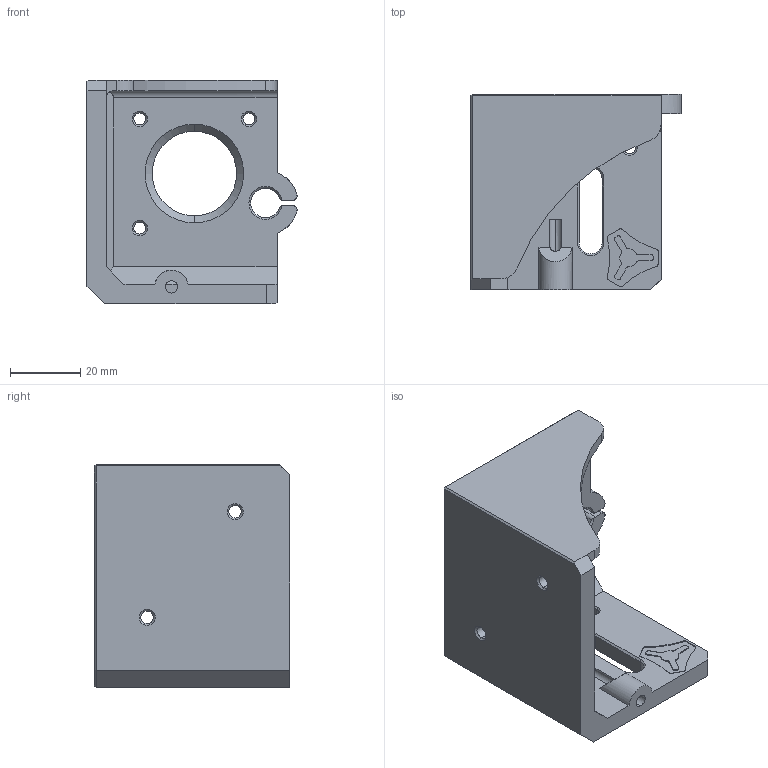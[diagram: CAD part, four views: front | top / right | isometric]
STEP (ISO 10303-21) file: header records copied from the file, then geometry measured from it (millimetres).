
FILE_DESCRIPTION (( 'STEP AP203' ), '1' );
FILE_NAME ('Z_Mount_R.STEP', '2019-10-13T00:08:05', ( '' ), ( '' ), 'SwSTEP 2.0', 'SolidWorks 2018', '' );
FILE_SCHEMA (( 'CONFIG_CONTROL_DESIGN' ));
Length unit declared in the file: millimetre
Products named in the file (1): Z_Mount_R
Bounding box: 59.66 x 55.5 x 63.5 mm (x, y, z)
Volume: 49945.7 mm3; surface area: 21485.3 mm2
Topology: 1 solids, 1 shells, 158 faces, 411 edges, 256 vertices
Faces by surface type: cylinder 64, plane 52, cone 39, bspline 3
Entity records: 5385 total; most frequent: CARTESIAN_POINT 1332, DIRECTION 864, ORIENTED_EDGE 822, EDGE_CURVE 411, AXIS2_PLACEMENT_3D 317, VERTEX_POINT 256, VECTOR 230, LINE 230
